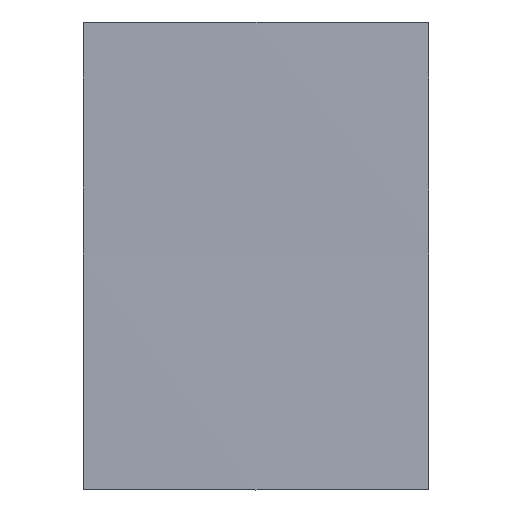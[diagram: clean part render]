
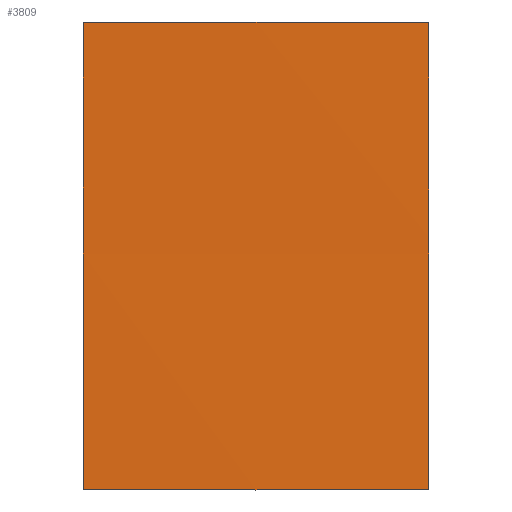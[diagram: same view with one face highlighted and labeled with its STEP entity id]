
A CAD part, top view. The second image highlights one B-rep face of the part: STEP entity #3809.
In plain terms, the highlighted cylindrical face has radius 4211.26 mm (diameter 8422.52 mm), a partial arc.
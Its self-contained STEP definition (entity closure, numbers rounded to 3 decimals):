
#102=CARTESIAN_POINT('',(185.986,135.967,-1.061));
#234=CARTESIAN_POINT('',(185.986,0.245,-1.061));
#236=DIRECTION('',(0.,1.,0.));
#237=VECTOR('',#236,126.713);
#238=CARTESIAN_POINT('',(185.986,0.245,-1.061));
#239=LINE('',#238,#237);
#312=DIRECTION('',(0.,1.,0.));
#313=VECTOR('',#312,126.713);
#314=CARTESIAN_POINT('',(0.,0.245,
-1.061));
#315=LINE('',#314,#313);
#316=DIRECTION('',(0.,1.,0.));
#317=VECTOR('',#316,9.);
#318=CARTESIAN_POINT('',(0.,126.958,-1.061));
#319=LINE('',#318,#317);
#320=DIRECTION('',(0.,1.,0.));
#321=VECTOR('',#320,9.);
#322=CARTESIAN_POINT('',(0.,217.158,-1.061));
#323=LINE('',#322,#321);
#324=CARTESIAN_POINT('',(0.,251.579,-1.061));
#325=CARTESIAN_POINT('',(20.69,251.67,-0.604));
#326=CARTESIAN_POINT('',(62.056,251.798,0.004));
#327=CARTESIAN_POINT('',(123.931,251.798,0.004));
#328=CARTESIAN_POINT('',(165.297,251.67,-0.604));
#329=CARTESIAN_POINT('',(185.986,251.579,-1.061));
#331=DIRECTION('',(0.,-1.,0.));
#332=VECTOR('',#331,25.421);
#333=CARTESIAN_POINT('',(185.986,251.579,-1.061));
#334=LINE('',#333,#332);
#335=DIRECTION('',(0.,-1.,0.));
#336=VECTOR('',#335,9.);
#337=CARTESIAN_POINT('',(185.986,226.158,-1.061));
#338=LINE('',#337,#336);
#339=DIRECTION('',(0.,-1.,0.));
#340=VECTOR('',#339,81.191);
#341=CARTESIAN_POINT('',(185.986,217.158,-1.061));
#342=LINE('',#341,#340);
#343=DIRECTION('',(0.,-1.,0.));
#344=VECTOR('',#343,9.009);
#345=CARTESIAN_POINT('',(185.986,135.967,-1.061));
#346=LINE('',#345,#344);
#347=CARTESIAN_POINT('',(185.986,0.245,-1.061));
#348=CARTESIAN_POINT('',(165.289,0.143,
-0.604));
#349=CARTESIAN_POINT('',(123.914,-0.001,
0.004));
#350=CARTESIAN_POINT('',(62.073,-0.001,
0.004));
#351=CARTESIAN_POINT('',(20.697,0.143,
-0.604));
#352=CARTESIAN_POINT('',(0.,0.245,
-1.061));
#354=DIRECTION('',(0.,-1.,0.));
#355=VECTOR('',#354,25.421);
#356=CARTESIAN_POINT('',(0.,251.579,-1.061));
#357=LINE('',#356,#355);
#384=CARTESIAN_POINT('',(0.,0.245,
-1.061));
#1519=DIRECTION('',(0.,-1.,0.));
#1520=VECTOR('',#1519,81.2);
#1521=CARTESIAN_POINT('',(0.,217.158,
-1.061));
#1522=LINE('',#1521,#1520);
#1558=CARTESIAN_POINT('',(0.,135.958,
-1.061));
#2888=VERTEX_POINT('',#234);
#2909=VERTEX_POINT('',#384);
#2973=CARTESIAN_POINT('',(0.,226.158,
-1.061));
#2975=VERTEX_POINT('',#2973);
#2980=CARTESIAN_POINT('',(185.986,226.158,-1.061));
#2982=VERTEX_POINT('',#2980);
#3133=CARTESIAN_POINT('',(0.,126.958,
-1.061));
#3134=VERTEX_POINT('',#3133);
#3139=CARTESIAN_POINT('',(185.986,126.958,-1.061));
#3140=VERTEX_POINT('',#3139);
#3153=VERTEX_POINT('',#1558);
#3154=VERTEX_POINT('',#102);
#3163=CARTESIAN_POINT('',(0.,251.579,
-1.061));
#3164=VERTEX_POINT('',#3163);
#3165=CARTESIAN_POINT('',(0.,217.158,
-1.061));
#3166=VERTEX_POINT('',#3165);
#3167=VERTEX_POINT('',#329);
#3168=CARTESIAN_POINT('',(185.986,217.158,-1.061));
#3169=VERTEX_POINT('',#3168);
#3782=CARTESIAN_POINT('',(92.993,-1.492,-4211.294));
#3783=DIRECTION('',(0.,1.,0.));
#3784=DIRECTION('',(1.,0.,0.));
#3785=AXIS2_PLACEMENT_3D('',#3782,#3783,#3784);
#3786=CYLINDRICAL_SURFACE('',#3785,4211.26);
#3788=ORIENTED_EDGE('',*,*,#3787,.T.);
#3790=ORIENTED_EDGE('',*,*,#3789,.T.);
#3792=ORIENTED_EDGE('',*,*,#3791,.F.);
#3794=ORIENTED_EDGE('',*,*,#3793,.T.);
#3796=ORIENTED_EDGE('',*,*,#3795,.F.);
#3798=ORIENTED_EDGE('',*,*,#3797,.T.);
#3799=ORIENTED_EDGE('',*,*,#3663,.T.);
#3800=ORIENTED_EDGE('',*,*,#3776,.T.);
#3801=ORIENTED_EDGE('',*,*,#3489,.T.);
#3803=ORIENTED_EDGE('',*,*,#3802,.T.);
#3804=ORIENTED_EDGE('',*,*,#3671,.F.);
#3806=ORIENTED_EDGE('',*,*,#3805,.T.);
#3807=EDGE_LOOP('',(#3788,#3790,#3792,#3794,#3796,#3798,#3799,#3800,#3801,#3803,
#3804,#3806));
#3808=FACE_OUTER_BOUND('',#3807,.F.);
#3809=ADVANCED_FACE('',(#3808),#3786,.T.);
#330=B_SPLINE_CURVE_WITH_KNOTS('',3,(#324,#325,#326,#327,#328,#329),
.UNSPECIFIED.,.F.,.F.,(4,1,1,4),(0.,0.333,0.667,1.),
.UNSPECIFIED.);
#353=B_SPLINE_CURVE_WITH_KNOTS('',3,(#347,#348,#349,#350,#351,#352),
.UNSPECIFIED.,.F.,.F.,(4,1,1,4),(0.,0.333,0.667,1.),
.UNSPECIFIED.);
#3489=EDGE_CURVE('',#3169,#3154,#342,.T.);
#3663=EDGE_CURVE('',#3167,#2982,#334,.T.);
#3671=EDGE_CURVE('',#2888,#3140,#239,.T.);
#3776=EDGE_CURVE('',#2982,#3169,#338,.T.);
#3787=EDGE_CURVE('',#2909,#3134,#315,.T.);
#3789=EDGE_CURVE('',#3134,#3153,#319,.T.);
#3791=EDGE_CURVE('',#3166,#3153,#1522,.T.);
#3793=EDGE_CURVE('',#3166,#2975,#323,.T.);
#3795=EDGE_CURVE('',#3164,#2975,#357,.T.);
#3797=EDGE_CURVE('',#3164,#3167,#330,.T.);
#3802=EDGE_CURVE('',#3154,#3140,#346,.T.);
#3805=EDGE_CURVE('',#2888,#2909,#353,.T.);
